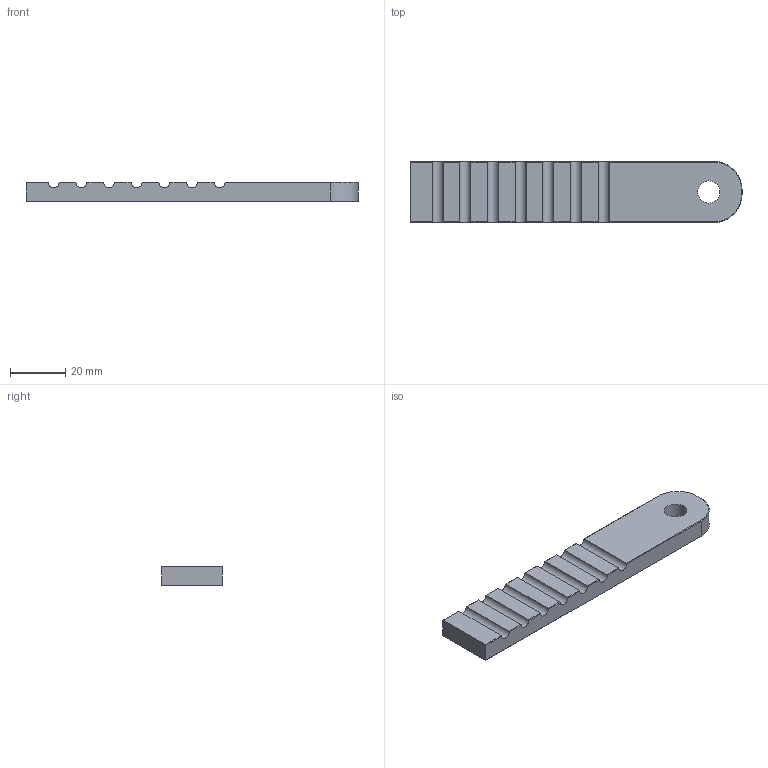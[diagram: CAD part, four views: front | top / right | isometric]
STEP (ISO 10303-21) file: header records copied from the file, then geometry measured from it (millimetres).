
FILE_DESCRIPTION(/* description */ (''),/* implementation_level */ '2;1');
FILE_NAME(/* name */ 'c2f0b067-7e0c-4a90-bdcb-b956f6acfd91.stp',/* time_stamp */ '2018-06-22T18:16:17+02:00',/* author */ (''),/* organization */ (''),/* preprocessor_version */ 'ST-DEVELOPER v17',/* originating_system */ 'Autodesk Translation Framework v7.1.0.215',/* authorisation */ '');
FILE_SCHEMA (('AUTOMOTIVE_DESIGN { 1 0 10303 214 3 1 1 }'));
Length unit declared in the file: millimetre
Products named in the file (1): Dropouts ST
Bounding box: 120 x 22 x 7 mm (x, y, z)
Volume: 16851.1 mm3; surface area: 7407.6 mm2
Topology: 1 solids, 1 shells, 47 faces, 127 edges, 82 vertices
Faces by surface type: plane 33, cylinder 10, cone 4
Full cylindrical faces by diameter (mm): 8 x1
Entity records: 1526 total; most frequent: DIRECTION 275, CARTESIAN_POINT 257, ORIENTED_EDGE 254, EDGE_CURVE 127, AXIS2_PLACEMENT_3D 100, VERTEX_POINT 82, LINE 75, VECTOR 75
